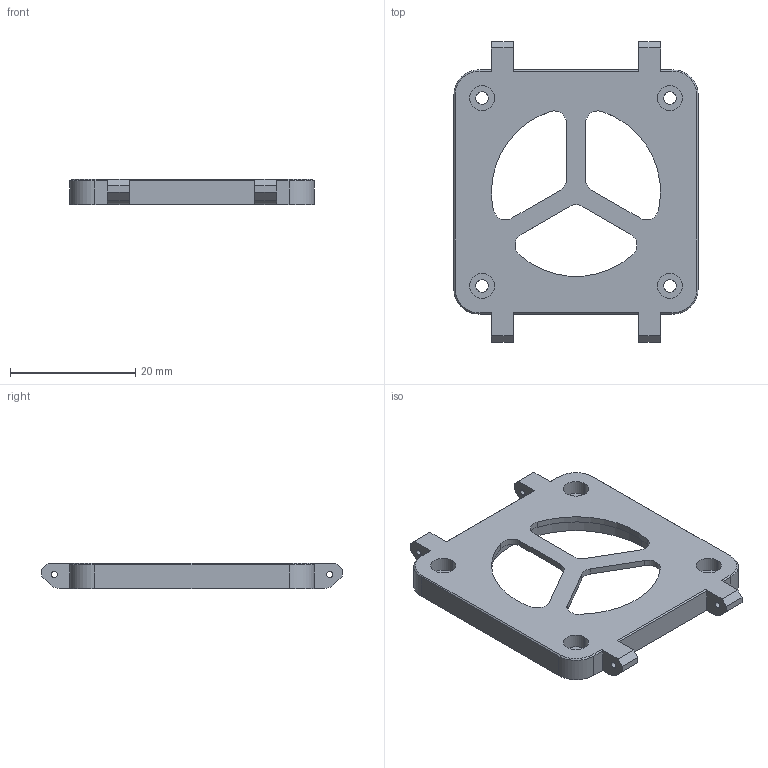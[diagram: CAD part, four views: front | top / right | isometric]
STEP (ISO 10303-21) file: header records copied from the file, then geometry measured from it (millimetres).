
FILE_DESCRIPTION (( 'STEP AP203' ), '1' );
FILE_NAME ('Fond V2.STEP', '2023-10-28T13:35:53', ( '' ), ( '' ), 'SwSTEP 2.0', 'SolidWorks 2023', '' );
FILE_SCHEMA (( 'CONFIG_CONTROL_DESIGN' ));
Length unit declared in the file: millimetre
Products named in the file (1): Fond V2
Bounding box: 39 x 48 x 4 mm (x, y, z)
Volume: 3441.3 mm3; surface area: 3528 mm2
Topology: 1 solids, 1 shells, 104 faces, 280 edges, 184 vertices
Faces by surface type: plane 50, cylinder 46, bspline 8
Entity records: 4121 total; most frequent: CARTESIAN_POINT 1389, ORIENTED_EDGE 560, DIRECTION 538, EDGE_CURVE 280, AXIS2_PLACEMENT_3D 189, VERTEX_POINT 184, LINE 160, VECTOR 160
